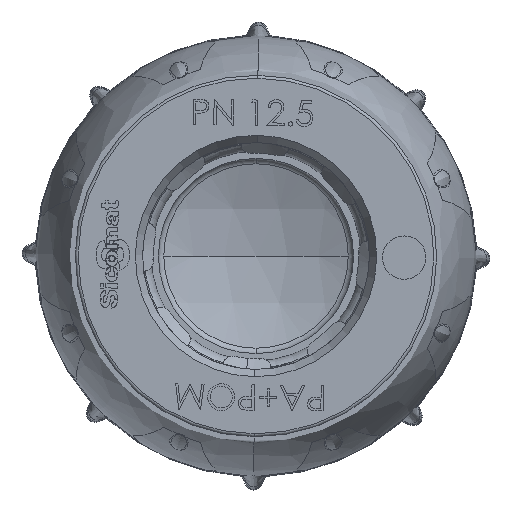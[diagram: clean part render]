
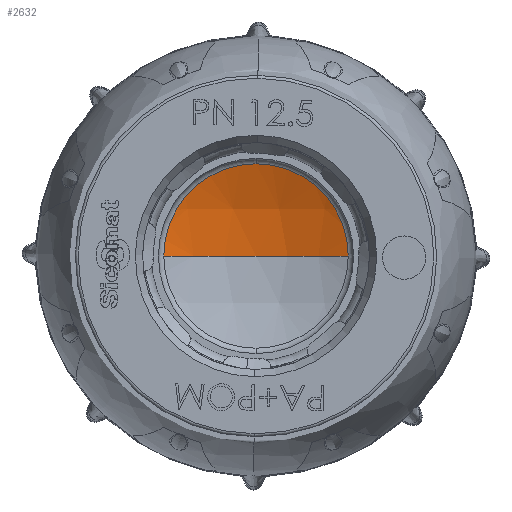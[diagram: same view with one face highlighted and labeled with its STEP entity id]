
A CAD part, left-side view. The second image highlights one B-rep face of the part: STEP entity #2632.
In plain terms, the highlighted spherical face has radius 15.938 mm.
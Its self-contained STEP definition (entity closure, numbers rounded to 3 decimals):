
#709 = CARTESIAN_POINT ( 'NONE',  ( -1.832, 0., 0. ) ) ;
#2632 = ADVANCED_FACE ( 'NONE', ( #25287 ), #21293, .F. ) ;
#2884 = VERTEX_POINT ( 'NONE', #35271 ) ;
#3679 = AXIS2_PLACEMENT_3D ( 'NONE', #37718, #50200, #37370 ) ;
#4310 = ORIENTED_EDGE ( 'NONE', *, *, #34207, .F. ) ;
#5235 = AXIS2_PLACEMENT_3D ( 'NONE', #29271, #42268, #50832 ) ;
#8482 = AXIS2_PLACEMENT_3D ( 'NONE', #27499, #28057, #20257 ) ;
#8887 = DIRECTION ( 'NONE',  ( -1., 0., 0. ) ) ;
#9617 = EDGE_CURVE ( 'NONE', #2884, #17132, #44319, .T. ) ;
#13823 = DIRECTION ( 'NONE',  ( 1., 0., 0. ) ) ;
#16278 = EDGE_CURVE ( 'NONE', #49165, #2884, #28055, .T. ) ;
#17132 = VERTEX_POINT ( 'NONE', #27837 ) ;
#18449 = EDGE_CURVE ( 'NONE', #51148, #49165, #23715, .T. ) ;
#20257 = DIRECTION ( 'NONE',  ( 0., 1., 0. ) ) ;
#21293 = SPHERICAL_SURFACE ( 'NONE', #8482, 15.938 ) ;
#22551 = ORIENTED_EDGE ( 'NONE', *, *, #9617, .T. ) ;
#23715 = CIRCLE ( 'NONE', #3679, 15.938 ) ;
#25287 = FACE_OUTER_BOUND ( 'NONE', #34282, .T. ) ;
#27499 = CARTESIAN_POINT ( 'NONE',  ( -16.438, 0., 0. ) ) ;
#27837 = CARTESIAN_POINT ( 'NONE',  ( -1.832, 6.378, 0. ) ) ;
#28055 = CIRCLE ( 'NONE', #37117, 6.378 ) ;
#28057 = DIRECTION ( 'NONE',  ( 0., 0., -1. ) ) ;
#29271 = CARTESIAN_POINT ( 'NONE',  ( -1.832, 0., 0. ) ) ;
#30036 = DIRECTION ( 'NONE',  ( 0., 0., 1. ) ) ;
#31044 = DIRECTION ( 'NONE',  ( 0., 0., 1. ) ) ;
#31808 = CARTESIAN_POINT ( 'NONE',  ( -1.832, -6.378, 0. ) ) ;
#34207 = EDGE_CURVE ( 'NONE', #51148, #17132, #53004, .T. ) ;
#34282 = EDGE_LOOP ( 'NONE', ( #4310, #36302, #54813, #22551 ) ) ;
#35271 = CARTESIAN_POINT ( 'NONE',  ( -1.832, 0., 6.378 ) ) ;
#36040 = AXIS2_PLACEMENT_3D ( 'NONE', #44087, #31044, #13823 ) ;
#36302 = ORIENTED_EDGE ( 'NONE', *, *, #18449, .T. ) ;
#37117 = AXIS2_PLACEMENT_3D ( 'NONE', #709, #8887, #30036 ) ;
#37370 = DIRECTION ( 'NONE',  ( 0., 1., 0. ) ) ;
#37718 = CARTESIAN_POINT ( 'NONE',  ( -16.438, 0., 0. ) ) ;
#42268 = DIRECTION ( 'NONE',  ( -1., 0., 0. ) ) ;
#44087 = CARTESIAN_POINT ( 'NONE',  ( -16.438, 0., 0. ) ) ;
#44319 = CIRCLE ( 'NONE', #5235, 6.378 ) ;
#49165 = VERTEX_POINT ( 'NONE', #31808 ) ;
#50200 = DIRECTION ( 'NONE',  ( 0., 0., -1. ) ) ;
#50832 = DIRECTION ( 'NONE',  ( 0., 0., 1. ) ) ;
#51148 = VERTEX_POINT ( 'NONE', #52401 ) ;
#52401 = CARTESIAN_POINT ( 'NONE',  ( -0.5, 0., 0. ) ) ;
#53004 = CIRCLE ( 'NONE', #36040, 15.938 ) ;
#54813 = ORIENTED_EDGE ( 'NONE', *, *, #16278, .T. ) ;
